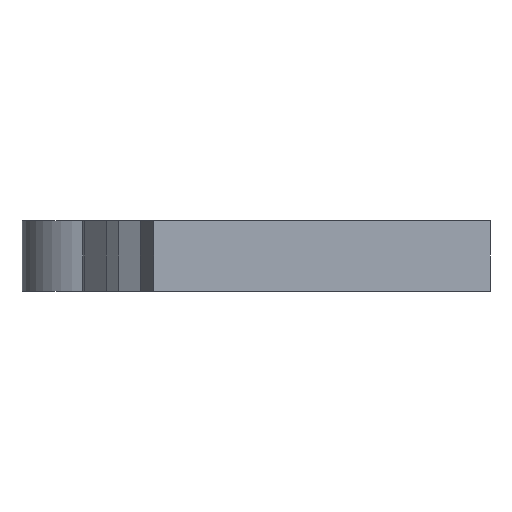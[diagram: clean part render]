
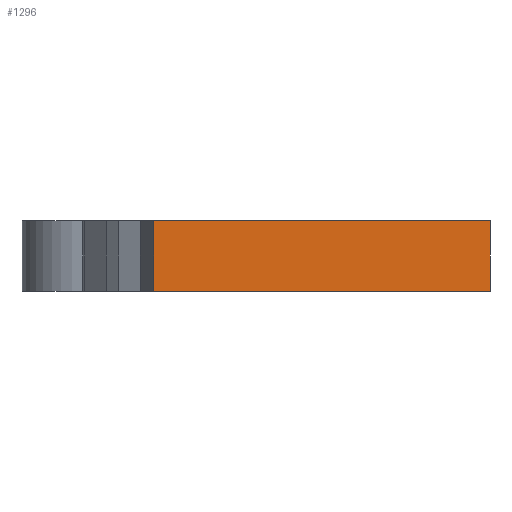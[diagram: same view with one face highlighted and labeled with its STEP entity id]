
A CAD part, front view. The second image highlights one B-rep face of the part: STEP entity #1296.
In plain terms, the highlighted planar face has unit normal (0, -1, 0).
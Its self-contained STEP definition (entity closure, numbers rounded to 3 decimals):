
#7 = VECTOR ( 'NONE', #1212, 1000. ) ;
#28 = VERTEX_POINT ( 'NONE', #294 ) ;
#180 = ORIENTED_EDGE ( 'NONE', *, *, #1749, .F. ) ;
#200 = VERTEX_POINT ( 'NONE', #667 ) ;
#281 = ORIENTED_EDGE ( 'NONE', *, *, #2025, .F. ) ;
#294 = CARTESIAN_POINT ( 'NONE',  ( 16.828, -3.673, 3. ) ) ;
#339 = DIRECTION ( 'NONE',  ( 0., 0., 1. ) ) ;
#462 = CARTESIAN_POINT ( 'NONE',  ( 16.828, -3.673, 0. ) ) ;
#468 = VERTEX_POINT ( 'NONE', #462 ) ;
#667 = CARTESIAN_POINT ( 'NONE',  ( 2.54, -3.673, 3. ) ) ;
#706 = EDGE_CURVE ( 'NONE', #1981, #468, #1301, .T. ) ;
#713 = FACE_OUTER_BOUND ( 'NONE', #1230, .T. ) ;
#794 = EDGE_CURVE ( 'NONE', #200, #1981, #1512, .T. ) ;
#802 = LINE ( 'NONE', #1652, #1520 ) ;
#1023 = LINE ( 'NONE', #1200, #7 ) ;
#1028 = CARTESIAN_POINT ( 'NONE',  ( 2.54, -3.673, 3. ) ) ;
#1056 = DIRECTION ( 'NONE',  ( 0., 1., 0. ) ) ;
#1200 = CARTESIAN_POINT ( 'NONE',  ( 2.54, -3.673, 3. ) ) ;
#1212 = DIRECTION ( 'NONE',  ( 1., 0., 0. ) ) ;
#1214 = PLANE ( 'NONE',  #1653 ) ;
#1224 = VECTOR ( 'NONE', #1830, 1000. ) ;
#1230 = EDGE_LOOP ( 'NONE', ( #2108, #281, #180, #1338 ) ) ;
#1270 = CARTESIAN_POINT ( 'NONE',  ( 16.828, -3.673, 0. ) ) ;
#1296 = ADVANCED_FACE ( 'NONE', ( #713 ), #1214, .F. ) ;
#1301 = LINE ( 'NONE', #1270, #1363 ) ;
#1338 = ORIENTED_EDGE ( 'NONE', *, *, #794, .T. ) ;
#1339 = CARTESIAN_POINT ( 'NONE',  ( 2.54, -3.673, 0. ) ) ;
#1363 = VECTOR ( 'NONE', #1985, 1000. ) ;
#1377 = CARTESIAN_POINT ( 'NONE',  ( 16.828, -3.673, 3. ) ) ;
#1512 = LINE ( 'NONE', #1028, #1224 ) ;
#1520 = VECTOR ( 'NONE', #2141, 1000. ) ;
#1652 = CARTESIAN_POINT ( 'NONE',  ( 16.828, -3.673, 3. ) ) ;
#1653 = AXIS2_PLACEMENT_3D ( 'NONE', #1377, #1056, #339 ) ;
#1749 = EDGE_CURVE ( 'NONE', #200, #28, #1023, .T. ) ;
#1830 = DIRECTION ( 'NONE',  ( 0., 0., -1. ) ) ;
#1981 = VERTEX_POINT ( 'NONE', #1339 ) ;
#1985 = DIRECTION ( 'NONE',  ( 1., 0., 0. ) ) ;
#2025 = EDGE_CURVE ( 'NONE', #28, #468, #802, .T. ) ;
#2108 = ORIENTED_EDGE ( 'NONE', *, *, #706, .T. ) ;
#2141 = DIRECTION ( 'NONE',  ( 0., 0., -1. ) ) ;
